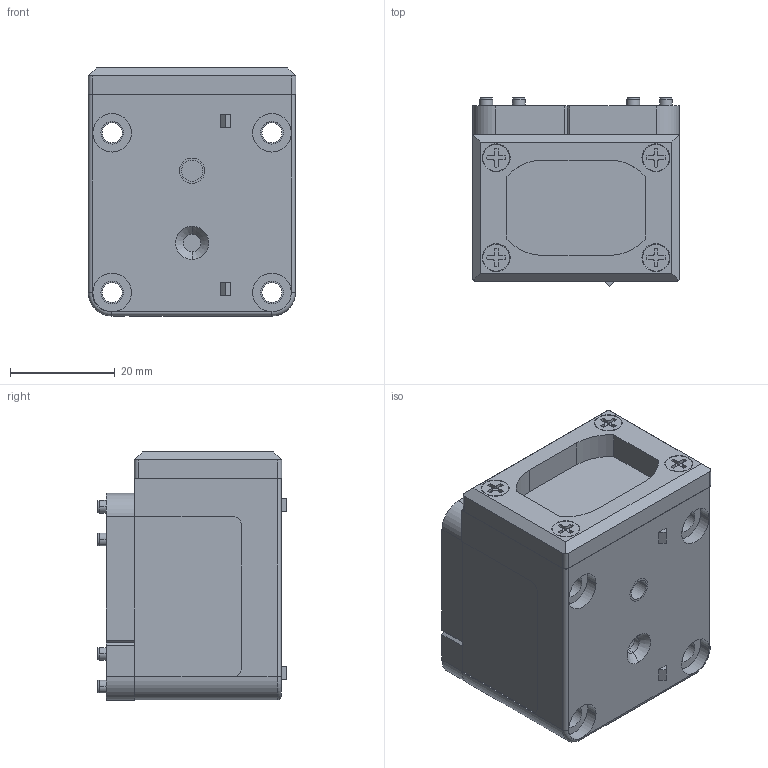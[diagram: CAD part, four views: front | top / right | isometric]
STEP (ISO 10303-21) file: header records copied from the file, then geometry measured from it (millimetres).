
FILE_DESCRIPTION((''),'2;1');
FILE_NAME('214758_ASM','2019-10-22T07:34:54',('pdmadmin'),('BANNER ENGINEERING'),'CREO PARAMETRIC BY PTC INC, 2018300','CREO PARAMETRIC BY PTC INC, 2018300','');
FILE_SCHEMA(('CONFIG_CONTROL_DESIGN'));
Length unit declared in the file: inch
Products named in the file (6): 12378; 12377; 12504; 12376; 09314; 214758_ASM
Assembly tree (8 placements, depth 2):
  214758_ASM
    12378
    12377
    12504
    12376
    09314  x4
Bounding box: 39.6 x 36.07 x 47.33 mm (x, y, z)
Volume: 29748.9 mm3; surface area: 22869 mm2
Topology: 8 solids, 9 shells, 493 faces, 1215 edges, 785 vertices
Faces by surface type: cylinder 225, plane 216, cone 42, torus 10
Entity records: 12702 total; most frequent: CARTESIAN_POINT 2317, DIRECTION 2273, ORIENTED_EDGE 2030, EDGE_CURVE 1017, AXIS2_PLACEMENT_3D 857, VERTEX_POINT 659, VECTOR 559, LINE 559
